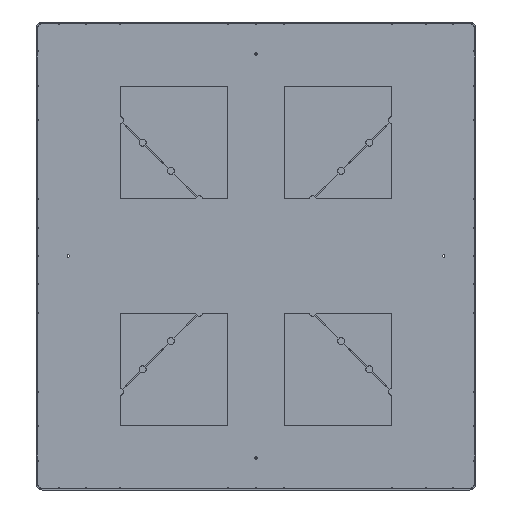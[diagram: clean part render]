
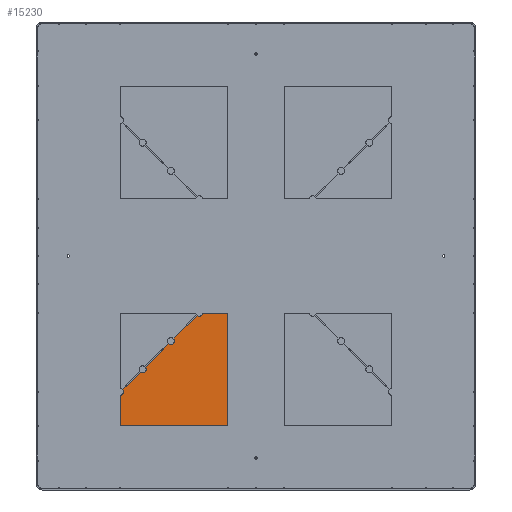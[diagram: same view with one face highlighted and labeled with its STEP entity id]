
A CAD part, front view. The second image highlights one B-rep face of the part: STEP entity #15230.
In plain terms, the highlighted planar face has unit normal (0, -1, 0).
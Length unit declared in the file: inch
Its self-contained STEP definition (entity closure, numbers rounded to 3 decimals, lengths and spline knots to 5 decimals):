
#2674=CARTESIAN_POINT('',(-8.842,1.155,-8.842));
#2675=DIRECTION('',(0.,-1.,0.));
#2676=DIRECTION('',(-0.591,0.,-0.807));
#2677=AXIS2_PLACEMENT_3D('',#2674,#2675,#2676);
#2679=CARTESIAN_POINT('',(-5.892,1.155,-5.892));
#2680=DIRECTION('',(0.,-1.,0.));
#2681=DIRECTION('',(-0.591,0.,-0.807));
#2682=AXIS2_PLACEMENT_3D('',#2679,#2680,#2681);
#2684=DIRECTION('',(0.,0.,-1.));
#2685=VECTOR('',#2684,11.67265);
#2686=CARTESIAN_POINT('',(-2.95167,1.155,-5.94767));
#2687=LINE('',#2686,#2685);
#2688=DIRECTION('',(-1.,0.,0.));
#2689=VECTOR('',#2688,11.11765);
#2690=CARTESIAN_POINT('',(-2.95167,1.155,-17.62033));
#2691=LINE('',#2690,#2689);
#2692=CARTESIAN_POINT('',(-14.125,1.155,-14.125));
#2693=DIRECTION('',(0.,-1.,0.));
#2694=DIRECTION('',(0.152,0.,-0.988));
#2695=AXIS2_PLACEMENT_3D('',#2692,#2693,#2694);
#2697=CARTESIAN_POINT('',(-11.784,1.155,-11.784));
#2698=DIRECTION('',(0.,-1.,0.));
#2699=DIRECTION('',(-0.591,0.,-0.807));
#2700=AXIS2_PLACEMENT_3D('',#2697,#2698,#2699);
#2788=DIRECTION('',(-1.,0.,0.));
#2789=VECTOR('',#2788,2.57892);
#2790=CARTESIAN_POINT('',(-2.95167,1.155,-5.94767));
#2791=LINE('',#2790,#2789);
#2824=DIRECTION('',(0.,0.,1.));
#2825=VECTOR('',#2824,3.13392);
#2826=CARTESIAN_POINT('',(-14.06933,1.155,-17.62033));
#2827=LINE('',#2826,#2825);
#3536=DIRECTION('',(-0.707,0.,-0.707));
#3537=VECTOR('',#3536,3.44911);
#3538=CARTESIAN_POINT('',(-6.10819,1.155,-6.18692));
#3539=LINE('',#3538,#3537);
#3552=DIRECTION('',(-0.707,0.,-0.707));
#3553=VECTOR('',#3552,3.4378);
#3554=CARTESIAN_POINT('',(-9.05819,1.155,-9.13692));
#3555=LINE('',#3554,#3553);
#3568=DIRECTION('',(-0.707,0.,-0.707));
#3569=VECTOR('',#3568,2.58785);
#3570=CARTESIAN_POINT('',(-12.00019,1.155,-12.07892));
#3571=LINE('',#3570,#3569);
#12586=CARTESIAN_POINT('',(-6.10819,1.155,-6.18692));
#12587=CARTESIAN_POINT('',(-8.54708,1.155,-8.62581));
#12588=VERTEX_POINT('',#12586);
#12589=VERTEX_POINT('',#12587);
#12590=CARTESIAN_POINT('',(-9.05819,1.155,-9.13692));
#12591=CARTESIAN_POINT('',(-11.48908,1.155,-11.56781));
#12592=VERTEX_POINT('',#12590);
#12593=VERTEX_POINT('',#12591);
#12594=CARTESIAN_POINT('',(-12.00019,1.155,-12.07892));
#12595=CARTESIAN_POINT('',(-13.83008,1.155,-13.90881));
#12596=VERTEX_POINT('',#12594);
#12597=VERTEX_POINT('',#12595);
#12598=CARTESIAN_POINT('',(-2.95167,1.155,-5.94767));
#12599=CARTESIAN_POINT('',(-5.53059,1.155,-5.94767));
#12600=VERTEX_POINT('',#12598);
#12601=VERTEX_POINT('',#12599);
#12602=CARTESIAN_POINT('',(-14.06933,1.155,-17.62033));
#12603=CARTESIAN_POINT('',(-14.06933,1.155,-14.48641));
#12604=VERTEX_POINT('',#12602);
#12605=VERTEX_POINT('',#12603);
#12610=CARTESIAN_POINT('',(-2.95167,1.155,-17.62033));
#12611=VERTEX_POINT('',#12610);
#15202=CARTESIAN_POINT('',(0.,1.155,-24.31565));
#15203=DIRECTION('',(0.,-1.,0.));
#15204=DIRECTION('',(0.,0.,1.));
#15205=AXIS2_PLACEMENT_3D('',#15202,#15203,#15204);
#15206=PLANE('',#15205);
#15208=ORIENTED_EDGE('',*,*,#15207,.T.);
#15210=ORIENTED_EDGE('',*,*,#15209,.F.);
#15212=ORIENTED_EDGE('',*,*,#15211,.T.);
#15214=ORIENTED_EDGE('',*,*,#15213,.F.);
#15215=ORIENTED_EDGE('',*,*,#15180,.T.);
#15217=ORIENTED_EDGE('',*,*,#15216,.T.);
#15219=ORIENTED_EDGE('',*,*,#15218,.T.);
#15221=ORIENTED_EDGE('',*,*,#15220,.T.);
#15223=ORIENTED_EDGE('',*,*,#15222,.F.);
#15225=ORIENTED_EDGE('',*,*,#15224,.T.);
#15227=ORIENTED_EDGE('',*,*,#15226,.F.);
#15228=EDGE_LOOP('',(#15208,#15210,#15212,#15214,#15215,#15217,#15219,#15221,
#15223,#15225,#15227));
#15229=FACE_OUTER_BOUND('',#15228,.F.);
#15230=ADVANCED_FACE('',(#15229),#15206,.T.);
#2678=CIRCLE('',#2677,0.36567);
#2683=CIRCLE('',#2682,0.36567);
#2696=CIRCLE('',#2695,0.36567);
#2701=CIRCLE('',#2700,0.36567);
#15180=EDGE_CURVE('',#12600,#12611,#2687,.T.);
#15207=EDGE_CURVE('',#12592,#12589,#2678,.T.);
#15209=EDGE_CURVE('',#12588,#12589,#3539,.T.);
#15211=EDGE_CURVE('',#12588,#12601,#2683,.T.);
#15213=EDGE_CURVE('',#12600,#12601,#2791,.T.);
#15216=EDGE_CURVE('',#12611,#12604,#2691,.T.);
#15218=EDGE_CURVE('',#12604,#12605,#2827,.T.);
#15220=EDGE_CURVE('',#12605,#12597,#2696,.T.);
#15222=EDGE_CURVE('',#12596,#12597,#3571,.T.);
#15224=EDGE_CURVE('',#12596,#12593,#2701,.T.);
#15226=EDGE_CURVE('',#12592,#12593,#3555,.T.);
